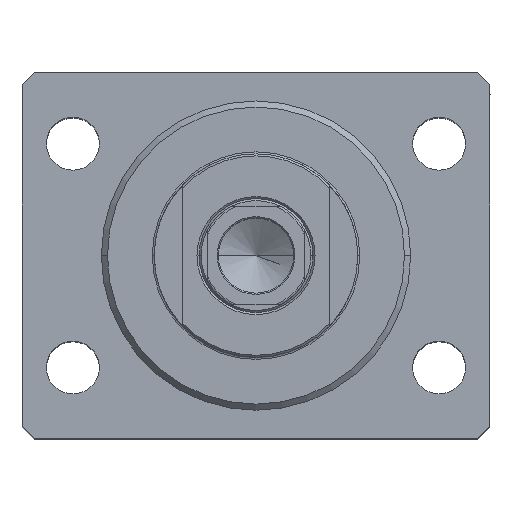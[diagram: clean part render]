
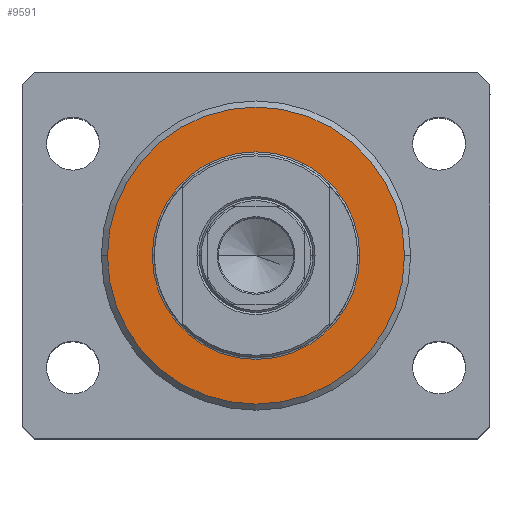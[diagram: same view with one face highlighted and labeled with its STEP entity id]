
A CAD part, top view. The second image highlights one B-rep face of the part: STEP entity #9591.
In plain terms, the highlighted face is planar.
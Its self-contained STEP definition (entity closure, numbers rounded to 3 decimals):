
#1031 = CIRCLE ( 'NONE', #8235, 36.5 ) ;
#1241 = FACE_BOUND ( 'NONE', #3787, .T. ) ;
#3787 = EDGE_LOOP ( 'NONE', ( #29779, #26988 ) ) ;
#5700 = CARTESIAN_POINT ( 'NONE',  ( 0., 0., 0. ) ) ;
#5758 = AXIS2_PLACEMENT_3D ( 'NONE', #17084, #30650, #30425 ) ;
#8084 = DIRECTION ( 'NONE',  ( 0., 0., -1. ) ) ;
#8235 = AXIS2_PLACEMENT_3D ( 'NONE', #27967, #8084, #42370 ) ;
#9591 = ADVANCED_FACE ( 'NONE', ( #1241, #29220 ), #17916, .F. ) ;
#10257 = ORIENTED_EDGE ( 'NONE', *, *, #14458, .T. ) ;
#12237 = CIRCLE ( 'NONE', #5758, 36.5 ) ;
#12455 = VERTEX_POINT ( 'NONE', #24586 ) ;
#12695 = DIRECTION ( 'NONE',  ( 1., 0., 0. ) ) ;
#13048 = VERTEX_POINT ( 'NONE', #38003 ) ;
#14458 = EDGE_CURVE ( 'NONE', #23058, #22286, #1031, .T. ) ;
#17084 = CARTESIAN_POINT ( 'NONE',  ( 0., 0., 0. ) ) ;
#17916 = PLANE ( 'NONE',  #19023 ) ;
#19023 = AXIS2_PLACEMENT_3D ( 'NONE', #35978, #32598, #21767 ) ;
#19462 = DIRECTION ( 'NONE',  ( 0., 0., 1. ) ) ;
#21767 = DIRECTION ( 'NONE',  ( 1., 0., 0. ) ) ;
#22286 = VERTEX_POINT ( 'NONE', #29482 ) ;
#23058 = VERTEX_POINT ( 'NONE', #38238 ) ;
#24404 = AXIS2_PLACEMENT_3D ( 'NONE', #36908, #26975, #29478 ) ;
#24586 = CARTESIAN_POINT ( 'NONE',  ( 25.5, 0., 0. ) ) ;
#26975 = DIRECTION ( 'NONE',  ( 0., 0., 1. ) ) ;
#26988 = ORIENTED_EDGE ( 'NONE', *, *, #37612, .T. ) ;
#27877 = ORIENTED_EDGE ( 'NONE', *, *, #39133, .T. ) ;
#27966 = CIRCLE ( 'NONE', #33027, 25.5 ) ;
#27967 = CARTESIAN_POINT ( 'NONE',  ( 0., 0., 0. ) ) ;
#29220 = FACE_OUTER_BOUND ( 'NONE', #35151, .T. ) ;
#29478 = DIRECTION ( 'NONE',  ( 1., 0., 0. ) ) ;
#29482 = CARTESIAN_POINT ( 'NONE',  ( -36.5, 0., 0. ) ) ;
#29779 = ORIENTED_EDGE ( 'NONE', *, *, #34775, .T. ) ;
#30425 = DIRECTION ( 'NONE',  ( 1., 0., 0. ) ) ;
#30650 = DIRECTION ( 'NONE',  ( 0., 0., -1. ) ) ;
#32598 = DIRECTION ( 'NONE',  ( 0., 0., 1. ) ) ;
#33027 = AXIS2_PLACEMENT_3D ( 'NONE', #5700, #19462, #12695 ) ;
#34775 = EDGE_CURVE ( 'NONE', #12455, #13048, #27966, .T. ) ;
#35151 = EDGE_LOOP ( 'NONE', ( #10257, #27877 ) ) ;
#35978 = CARTESIAN_POINT ( 'NONE',  ( 0., 0., 0. ) ) ;
#36908 = CARTESIAN_POINT ( 'NONE',  ( 0., 0., 0. ) ) ;
#37612 = EDGE_CURVE ( 'NONE', #13048, #12455, #43856, .T. ) ;
#38003 = CARTESIAN_POINT ( 'NONE',  ( -25.5, 0., 0. ) ) ;
#38238 = CARTESIAN_POINT ( 'NONE',  ( 36.5, 0., 0. ) ) ;
#39133 = EDGE_CURVE ( 'NONE', #22286, #23058, #12237, .T. ) ;
#42370 = DIRECTION ( 'NONE',  ( 1., 0., 0. ) ) ;
#43856 = CIRCLE ( 'NONE', #24404, 25.5 ) ;
